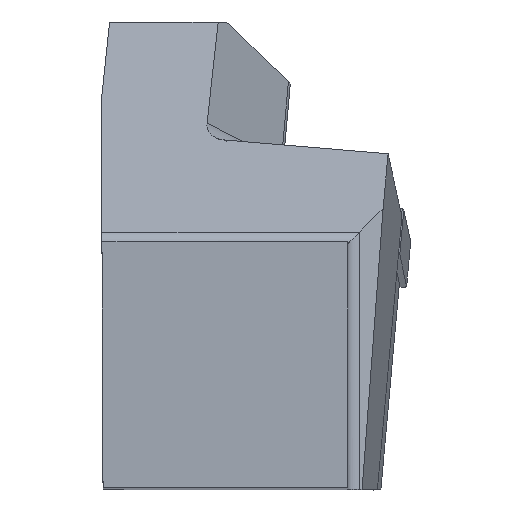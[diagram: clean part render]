
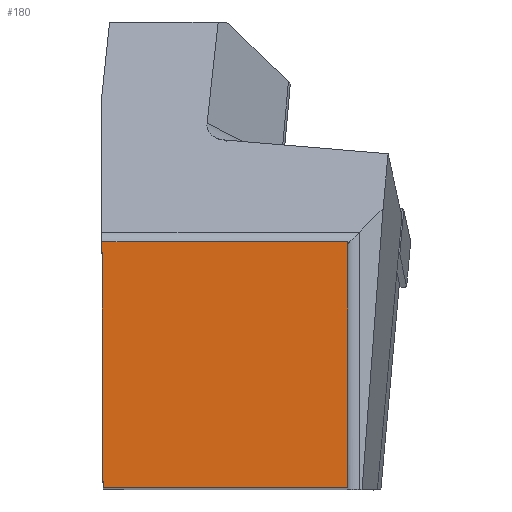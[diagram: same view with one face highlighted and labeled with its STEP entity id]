
A CAD part, top view. The second image highlights one B-rep face of the part: STEP entity #180.
In plain terms, the highlighted planar face has unit normal (0, 0, 1).
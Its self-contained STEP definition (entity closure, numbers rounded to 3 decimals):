
#137=FACE_OUTER_BOUND('',#424,.T.);
#180=ADVANCED_FACE('SHANK_FACE_BACK',(#137),#218,.F.);
#218=PLANE('',#999);
#266=LINE('',#1478,#345);
#285=LINE('',#1517,#364);
#290=LINE('',#1529,#369);
#291=LINE('',#1531,#370);
#345=VECTOR('',#1147,1.);
#364=VECTOR('',#1184,1.);
#369=VECTOR('',#1195,1.);
#370=VECTOR('',#1196,1.);
#424=EDGE_LOOP('',(#573,#574,#575,#576));
#573=ORIENTED_EDGE('',*,*,#825,.F.);
#574=ORIENTED_EDGE('',*,*,#804,.T.);
#575=ORIENTED_EDGE('',*,*,#831,.T.);
#576=ORIENTED_EDGE('',*,*,#832,.F.);
#710=VERTEX_POINT('',#1458);
#719=VERTEX_POINT('',#1477);
#731=VERTEX_POINT('',#1518);
#735=VERTEX_POINT('',#1530);
#804=EDGE_CURVE('',#710,#719,#266,.T.);
#825=EDGE_CURVE('',#710,#731,#285,.T.);
#831=EDGE_CURVE('',#719,#735,#290,.T.);
#832=EDGE_CURVE('',#731,#735,#291,.T.);
#999=AXIS2_PLACEMENT_3D('',#1532,#1197,#1198);
#1147=DIRECTION('',(1.,0.,0.));
#1184=DIRECTION('',(-0.004,1.,0.));
#1195=DIRECTION('',(0.,1.,0.));
#1196=DIRECTION('',(1.,0.,0.));
#1197=DIRECTION('',(0.,0.,-1.));
#1198=DIRECTION('',(-0.996,0.089,0.));
#1458=CARTESIAN_POINT('',(0.11,0.,0.));
#1477=CARTESIAN_POINT('',(25.273,0.,0.));
#1478=CARTESIAN_POINT('',(-6.764,0.,0.));
#1517=CARTESIAN_POINT('',(0.817,-161.965,0.));
#1518=CARTESIAN_POINT('',(0.,25.273,0.));
#1529=CARTESIAN_POINT('',(25.273,-6.764,0.));
#1530=CARTESIAN_POINT('',(25.273,25.273,0.));
#1531=CARTESIAN_POINT('',(-6.764,25.273,0.));
#1532=CARTESIAN_POINT('',(0.,0.,
0.));
